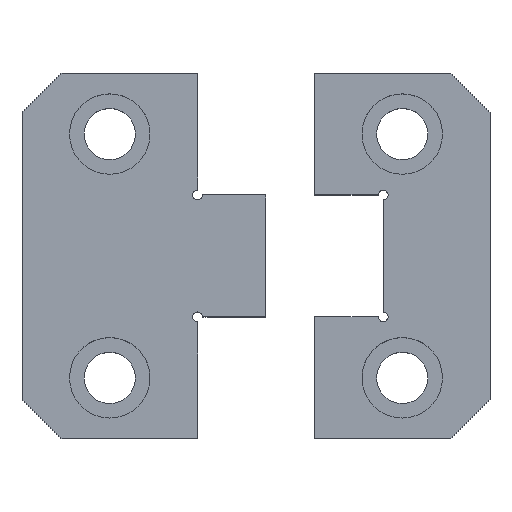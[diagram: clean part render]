
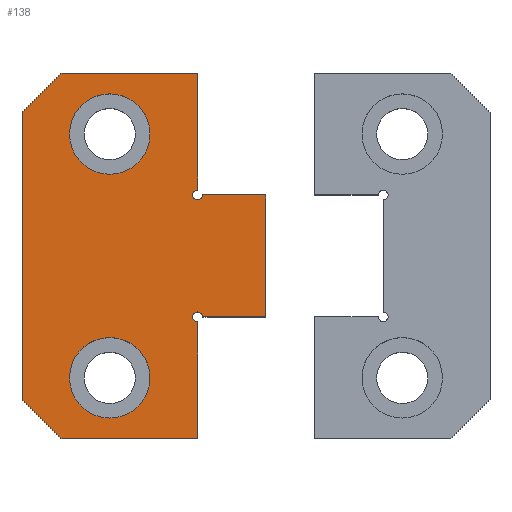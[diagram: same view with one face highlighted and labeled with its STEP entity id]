
A CAD part, top view. The second image highlights one B-rep face of the part: STEP entity #138.
In plain terms, the highlighted planar face has unit normal (0, 0, 1).
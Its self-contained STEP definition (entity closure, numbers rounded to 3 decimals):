
#138 = ADVANCED_FACE( '', ( #284, #285, #286 ), #287, .T. );
#284 = FACE_BOUND( '', #444, .T. );
#285 = FACE_BOUND( '', #445, .T. );
#286 = FACE_OUTER_BOUND( '', #446, .T. );
#287 = PLANE( '', #447 );
#444 = EDGE_LOOP( '', ( #677 ) );
#445 = EDGE_LOOP( '', ( #678 ) );
#446 = EDGE_LOOP( '', ( #679, #680, #681, #682, #683, #684, #685, #686, #687, #688, #689, #690 ) );
#447 = AXIS2_PLACEMENT_3D( '', #691, #692, #693 );
#677 = ORIENTED_EDGE( '', *, *, #974, .F. );
#678 = ORIENTED_EDGE( '', *, *, #975, .T. );
#679 = ORIENTED_EDGE( '', *, *, #976, .T. );
#680 = ORIENTED_EDGE( '', *, *, #956, .T. );
#681 = ORIENTED_EDGE( '', *, *, #977, .T. );
#682 = ORIENTED_EDGE( '', *, *, #978, .T. );
#683 = ORIENTED_EDGE( '', *, *, #979, .T. );
#684 = ORIENTED_EDGE( '', *, *, #933, .F. );
#685 = ORIENTED_EDGE( '', *, *, #980, .T. );
#686 = ORIENTED_EDGE( '', *, *, #952, .T. );
#687 = ORIENTED_EDGE( '', *, *, #981, .T. );
#688 = ORIENTED_EDGE( '', *, *, #982, .F. );
#689 = ORIENTED_EDGE( '', *, *, #983, .T. );
#690 = ORIENTED_EDGE( '', *, *, #984, .T. );
#691 = CARTESIAN_POINT( '', ( 36., -12.5, 9.5 ) );
#692 = DIRECTION( '', ( 0., 0., 1. ) );
#693 = DIRECTION( '', ( 1., 0., 0. ) );
#933 = EDGE_CURVE( '', #1098, #1100, #1101, .T. );
#952 = EDGE_CURVE( '', #1126, #1131, #1133, .T. );
#956 = EDGE_CURVE( '', #1140, #1138, #1141, .T. );
#974 = EDGE_CURVE( '', #1167, #1167, #1168, .T. );
#975 = EDGE_CURVE( '', #1169, #1169, #1170, .T. );
#976 = EDGE_CURVE( '', #1171, #1140, #1172, .T. );
#977 = EDGE_CURVE( '', #1138, #1173, #1174, .T. );
#978 = EDGE_CURVE( '', #1173, #1175, #1176, .T. );
#979 = EDGE_CURVE( '', #1175, #1100, #1177, .T. );
#980 = EDGE_CURVE( '', #1098, #1126, #1178, .T. );
#981 = EDGE_CURVE( '', #1131, #1179, #1180, .T. );
#982 = EDGE_CURVE( '', #1181, #1179, #1182, .T. );
#983 = EDGE_CURVE( '', #1181, #1183, #1184, .T. );
#984 = EDGE_CURVE( '', #1183, #1171, #1185, .T. );
#1098 = VERTEX_POINT( '', #1350 );
#1100 = VERTEX_POINT( '', #1353 );
#1101 = CIRCLE( '', #1354, 1. );
#1126 = VERTEX_POINT( '', #1388 );
#1131 = VERTEX_POINT( '', #1395 );
#1133 = LINE( '', #1398, #1399 );
#1138 = VERTEX_POINT( '', #1405 );
#1140 = VERTEX_POINT( '', #1408 );
#1141 = LINE( '', #1409, #1410 );
#1167 = VERTEX_POINT( '', #1445 );
#1168 = CIRCLE( '', #1446, 8.25 );
#1169 = VERTEX_POINT( '', #1447 );
#1170 = CIRCLE( '', #1448, 8.25 );
#1171 = VERTEX_POINT( '', #1449 );
#1172 = LINE( '', #1450, #1451 );
#1173 = VERTEX_POINT( '', #1452 );
#1174 = LINE( '', #1453, #1454 );
#1175 = VERTEX_POINT( '', #1455 );
#1176 = LINE( '', #1456, #1457 );
#1177 = LINE( '', #1458, #1459 );
#1178 = LINE( '', #1460, #1461 );
#1179 = VERTEX_POINT( '', #1462 );
#1180 = LINE( '', #1463, #1464 );
#1181 = VERTEX_POINT( '', #1465 );
#1182 = CIRCLE( '', #1466, 1. );
#1183 = VERTEX_POINT( '', #1467 );
#1184 = LINE( '', #1468, #1469 );
#1185 = LINE( '', #1470, #1471 );
#1350 = CARTESIAN_POINT( '', ( 37., -12.5, 9.5 ) );
#1353 = CARTESIAN_POINT( '', ( 36., -13.5, 9.5 ) );
#1354 = AXIS2_PLACEMENT_3D( '', #1587, #1588, #1589 );
#1388 = CARTESIAN_POINT( '', ( 50., -12.5, 9.5 ) );
#1395 = CARTESIAN_POINT( '', ( 50., 12.5, 9.5 ) );
#1398 = CARTESIAN_POINT( '', ( 50., -12.5, 9.5 ) );
#1399 = VECTOR( '', #1611, 1000. );
#1405 = CARTESIAN_POINT( '', ( 0., -29.5, 9.5 ) );
#1408 = CARTESIAN_POINT( '', ( 0., 29.5, 9.5 ) );
#1409 = CARTESIAN_POINT( '', ( 0., 29.5, 9.5 ) );
#1410 = VECTOR( '', #1614, 1000. );
#1445 = CARTESIAN_POINT( '', ( 26.25, -25., 9.5 ) );
#1446 = AXIS2_PLACEMENT_3D( '', #1636, #1637, #1638 );
#1447 = CARTESIAN_POINT( '', ( 9.75, 25., 9.5 ) );
#1448 = AXIS2_PLACEMENT_3D( '', #1639, #1640, #1641 );
#1449 = CARTESIAN_POINT( '', ( 8., 37.5, 9.5 ) );
#1450 = CARTESIAN_POINT( '', ( 8., 37.5, 9.5 ) );
#1451 = VECTOR( '', #1642, 1000. );
#1452 = CARTESIAN_POINT( '', ( 8., -37.5, 9.5 ) );
#1453 = CARTESIAN_POINT( '', ( 0., -29.5, 9.5 ) );
#1454 = VECTOR( '', #1643, 1000. );
#1455 = CARTESIAN_POINT( '', ( 36., -37.5, 9.5 ) );
#1456 = CARTESIAN_POINT( '', ( 8., -37.5, 9.5 ) );
#1457 = VECTOR( '', #1644, 1000. );
#1458 = CARTESIAN_POINT( '', ( 36., -37.5, 9.5 ) );
#1459 = VECTOR( '', #1645, 1000. );
#1460 = CARTESIAN_POINT( '', ( 37., -12.5, 9.5 ) );
#1461 = VECTOR( '', #1646, 1000. );
#1462 = CARTESIAN_POINT( '', ( 37., 12.5, 9.5 ) );
#1463 = CARTESIAN_POINT( '', ( 50., 12.5, 9.5 ) );
#1464 = VECTOR( '', #1647, 1000. );
#1465 = CARTESIAN_POINT( '', ( 36., 13.5, 9.5 ) );
#1466 = AXIS2_PLACEMENT_3D( '', #1648, #1649, #1650 );
#1467 = CARTESIAN_POINT( '', ( 36., 37.5, 9.5 ) );
#1468 = CARTESIAN_POINT( '', ( 36., 13.5, 9.5 ) );
#1469 = VECTOR( '', #1651, 1000. );
#1470 = CARTESIAN_POINT( '', ( 36., 37.5, 9.5 ) );
#1471 = VECTOR( '', #1652, 1000. );
#1587 = CARTESIAN_POINT( '', ( 36., -12.5, 9.5 ) );
#1588 = DIRECTION( '', ( 0., 0., 1. ) );
#1589 = DIRECTION( '', ( 1., 0., 0. ) );
#1611 = DIRECTION( '', ( 0., 1., 0. ) );
#1614 = DIRECTION( '', ( 0., -1., 0. ) );
#1636 = CARTESIAN_POINT( '', ( 18., -25., 9.5 ) );
#1637 = DIRECTION( '', ( 0., 0., 1. ) );
#1638 = DIRECTION( '', ( 1., 0., 0. ) );
#1639 = CARTESIAN_POINT( '', ( 18., 25., 9.5 ) );
#1640 = DIRECTION( '', ( 0., 0., -1. ) );
#1641 = DIRECTION( '', ( -1., 0., 0. ) );
#1642 = DIRECTION( '', ( -0.707, -0.707, 0. ) );
#1643 = DIRECTION( '', ( 0.707, -0.707, 0. ) );
#1644 = DIRECTION( '', ( 1., 0., 0. ) );
#1645 = DIRECTION( '', ( 0., 1., 0. ) );
#1646 = DIRECTION( '', ( 1., 0., 0. ) );
#1647 = DIRECTION( '', ( -1., 0., 0. ) );
#1648 = CARTESIAN_POINT( '', ( 36., 12.5, 9.5 ) );
#1649 = DIRECTION( '', ( 0., 0., 1. ) );
#1650 = DIRECTION( '', ( 1., 0., 0. ) );
#1651 = DIRECTION( '', ( 0., 1., 0. ) );
#1652 = DIRECTION( '', ( -1., 0., 0. ) );
